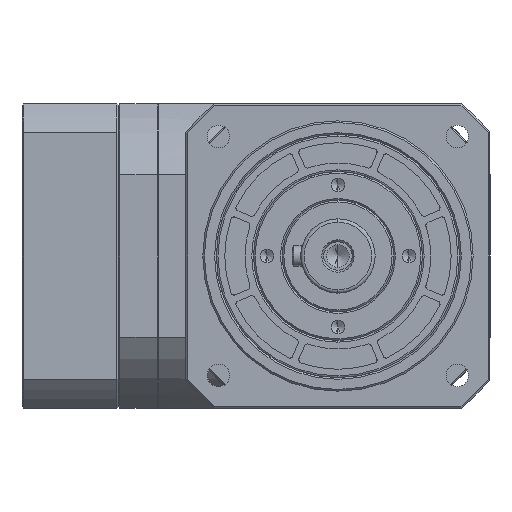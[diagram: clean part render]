
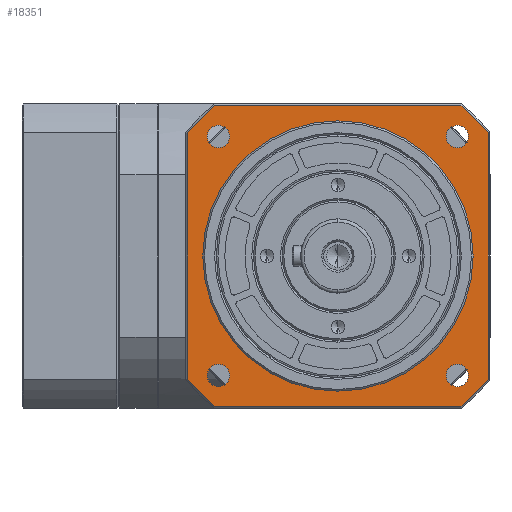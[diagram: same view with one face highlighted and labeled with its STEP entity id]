
A CAD part, left-side view. The second image highlights one B-rep face of the part: STEP entity #18351.
In plain terms, the highlighted planar face has unit normal (-1, 0, 0).
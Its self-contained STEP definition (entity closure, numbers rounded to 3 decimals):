
#16201=CARTESIAN_POINT('',(10.,0.,0.));
#16202=DIRECTION('',(-1.,0.,0.));
#16203=DIRECTION('',(0.,0.774,-0.633));
#16204=AXIS2_PLACEMENT_3D('',#16201,#16202,#16203);
#16206=CARTESIAN_POINT('',(10.,0.,0.));
#16207=DIRECTION('',(-1.,0.,0.));
#16208=DIRECTION('',(0.,0.633,0.774));
#16209=AXIS2_PLACEMENT_3D('',#16206,#16207,#16208);
#16211=CARTESIAN_POINT('',(10.,0.,0.));
#16212=DIRECTION('',(-1.,0.,0.));
#16213=DIRECTION('',(0.,-0.774,0.633));
#16214=AXIS2_PLACEMENT_3D('',#16211,#16212,#16213);
#16216=CARTESIAN_POINT('',(10.,0.,0.));
#16217=DIRECTION('',(-1.,0.,0.));
#16218=DIRECTION('',(0.,-0.633,-0.774));
#16219=AXIS2_PLACEMENT_3D('',#16216,#16217,#16218);
#16221=CARTESIAN_POINT('',(10.,35.355,35.355));
#16222=DIRECTION('',(1.,0.,0.));
#16223=DIRECTION('',(0.,0.,-1.));
#16224=AXIS2_PLACEMENT_3D('',#16221,#16222,#16223);
#16226=CARTESIAN_POINT('',(10.,35.355,35.355));
#16227=DIRECTION('',(1.,0.,0.));
#16228=DIRECTION('',(0.,0.,1.));
#16229=AXIS2_PLACEMENT_3D('',#16226,#16227,#16228);
#16231=CARTESIAN_POINT('',(10.,35.355,-35.355));
#16232=DIRECTION('',(1.,0.,0.));
#16233=DIRECTION('',(0.,0.,-1.));
#16234=AXIS2_PLACEMENT_3D('',#16231,#16232,#16233);
#16236=CARTESIAN_POINT('',(10.,35.355,-35.355));
#16237=DIRECTION('',(1.,0.,0.));
#16238=DIRECTION('',(0.,0.,1.));
#16239=AXIS2_PLACEMENT_3D('',#16236,#16237,#16238);
#16241=CARTESIAN_POINT('',(10.,-35.355,-35.355));
#16242=DIRECTION('',(1.,0.,0.));
#16243=DIRECTION('',(0.,0.,-1.));
#16244=AXIS2_PLACEMENT_3D('',#16241,#16242,#16243);
#16246=CARTESIAN_POINT('',(10.,-35.355,-35.355));
#16247=DIRECTION('',(1.,0.,0.));
#16248=DIRECTION('',(0.,0.,1.));
#16249=AXIS2_PLACEMENT_3D('',#16246,#16247,#16248);
#16251=CARTESIAN_POINT('',(10.,-35.355,35.355));
#16252=DIRECTION('',(1.,0.,0.));
#16253=DIRECTION('',(0.,0.,-1.));
#16254=AXIS2_PLACEMENT_3D('',#16251,#16252,#16253);
#16256=CARTESIAN_POINT('',(10.,-35.355,35.355));
#16257=DIRECTION('',(1.,0.,0.));
#16258=DIRECTION('',(0.,0.,1.));
#16259=AXIS2_PLACEMENT_3D('',#16256,#16257,#16258);
#16261=CARTESIAN_POINT('',(10.,0.,0.));
#16262=DIRECTION('',(1.,0.,0.));
#16263=DIRECTION('',(0.,0.,-1.));
#16264=AXIS2_PLACEMENT_3D('',#16261,#16262,#16263);
#16266=CARTESIAN_POINT('',(10.,0.,0.));
#16267=DIRECTION('',(1.,0.,0.));
#16268=DIRECTION('',(0.,0.,1.));
#16269=AXIS2_PLACEMENT_3D('',#16266,#16267,#16268);
#16271=DIRECTION('',(0.,1.,0.));
#16272=VECTOR('',#16271,72.829);
#16273=CARTESIAN_POINT('',(10.,-36.414,-44.5));
#16274=LINE('',#16273,#16272);
#16291=CARTESIAN_POINT('',(10.,36.414,-44.5));
#16298=DIRECTION('',(0.,0.,1.));
#16299=VECTOR('',#16298,72.829);
#16300=CARTESIAN_POINT('',(10.,44.5,-36.414));
#16301=LINE('',#16300,#16299);
#16306=CARTESIAN_POINT('',(10.,36.414,44.5));
#16318=CARTESIAN_POINT('',(10.,44.5,36.414));
#16329=DIRECTION('',(0.,-1.,0.));
#16330=VECTOR('',#16329,72.829);
#16331=CARTESIAN_POINT('',(10.,36.414,44.5));
#16332=LINE('',#16331,#16330);
#16338=CARTESIAN_POINT('',(10.,-36.414,44.5));
#16345=CARTESIAN_POINT('',(10.,-44.5,36.414));
#16356=DIRECTION('',(0.,0.,-1.));
#16357=VECTOR('',#16356,72.829);
#16358=CARTESIAN_POINT('',(10.,-44.5,36.414));
#16359=LINE('',#16358,#16357);
#16372=CARTESIAN_POINT('',(10.,-44.5,-36.414));
#17384=CARTESIAN_POINT('',(10.,35.355,-38.655));
#17386=VERTEX_POINT('',#17384);
#17409=CARTESIAN_POINT('',(10.,-35.355,-38.655));
#17410=CARTESIAN_POINT('',(10.,-35.355,-32.055));
#17411=VERTEX_POINT('',#17409);
#17412=VERTEX_POINT('',#17410);
#17457=CARTESIAN_POINT('',(10.,0.,40.));
#17458=CARTESIAN_POINT('',(10.,0.,-40.));
#17459=VERTEX_POINT('',#17457);
#17460=VERTEX_POINT('',#17458);
#17478=VERTEX_POINT('',#16372);
#17481=VERTEX_POINT('',#16345);
#17505=VERTEX_POINT('',#16318);
#17597=CARTESIAN_POINT('',(10.,-36.414,-44.5));
#17598=VERTEX_POINT('',#17597);
#17633=VERTEX_POINT('',#16338);
#17641=CARTESIAN_POINT('',(10.,-35.355,38.655));
#17642=CARTESIAN_POINT('',(10.,-35.355,32.055));
#17643=VERTEX_POINT('',#17641);
#17644=VERTEX_POINT('',#17642);
#17681=CARTESIAN_POINT('',(10.,35.355,-32.055));
#17682=VERTEX_POINT('',#17681);
#17689=VERTEX_POINT('',#16291);
#17702=VERTEX_POINT('',#16306);
#17719=CARTESIAN_POINT('',(10.,44.5,-36.414));
#17720=VERTEX_POINT('',#17719);
#17732=CARTESIAN_POINT('',(10.,35.355,38.655));
#17733=CARTESIAN_POINT('',(10.,35.355,32.055));
#17734=VERTEX_POINT('',#17732);
#17735=VERTEX_POINT('',#17733);
#18300=CARTESIAN_POINT('',(10.,40.,0.));
#18301=DIRECTION('',(1.,0.,0.));
#18302=DIRECTION('',(0.,0.,-1.));
#18303=AXIS2_PLACEMENT_3D('',#18300,#18301,#18302);
#18304=PLANE('',#18303);
#18306=ORIENTED_EDGE('',*,*,#18305,.T.);
#18308=ORIENTED_EDGE('',*,*,#18307,.F.);
#18310=ORIENTED_EDGE('',*,*,#18309,.T.);
#18312=ORIENTED_EDGE('',*,*,#18311,.F.);
#18314=ORIENTED_EDGE('',*,*,#18313,.T.);
#18316=ORIENTED_EDGE('',*,*,#18315,.F.);
#18318=ORIENTED_EDGE('',*,*,#18317,.T.);
#18320=ORIENTED_EDGE('',*,*,#18319,.F.);
#18321=EDGE_LOOP('',(#18306,#18308,#18310,#18312,#18314,#18316,#18318,#18320));
#18322=FACE_OUTER_BOUND('',#18321,.F.);
#18324=ORIENTED_EDGE('',*,*,#18323,.F.);
#18326=ORIENTED_EDGE('',*,*,#18325,.F.);
#18327=EDGE_LOOP('',(#18324,#18326));
#18328=FACE_BOUND('',#18327,.F.);
#18330=ORIENTED_EDGE('',*,*,#18329,.F.);
#18332=ORIENTED_EDGE('',*,*,#18331,.F.);
#18333=EDGE_LOOP('',(#18330,#18332));
#18334=FACE_BOUND('',#18333,.F.);
#18336=ORIENTED_EDGE('',*,*,#18335,.F.);
#18338=ORIENTED_EDGE('',*,*,#18337,.F.);
#18339=EDGE_LOOP('',(#18336,#18338));
#18340=FACE_BOUND('',#18339,.F.);
#18341=ORIENTED_EDGE('',*,*,#18282,.F.);
#18342=ORIENTED_EDGE('',*,*,#18292,.F.);
#18343=EDGE_LOOP('',(#18341,#18342));
#18344=FACE_BOUND('',#18343,.F.);
#18346=ORIENTED_EDGE('',*,*,#18345,.F.);
#18348=ORIENTED_EDGE('',*,*,#18347,.F.);
#18349=EDGE_LOOP('',(#18346,#18348));
#18350=FACE_BOUND('',#18349,.F.);
#18351=ADVANCED_FACE('',(#18322,#18328,#18334,#18340,#18344,#18350),#18304,.F.);
#16205=CIRCLE('',#16204,57.5);
#16210=CIRCLE('',#16209,57.5);
#16215=CIRCLE('',#16214,57.5);
#16220=CIRCLE('',#16219,57.5);
#16225=CIRCLE('',#16224,3.3);
#16230=CIRCLE('',#16229,3.3);
#16235=CIRCLE('',#16234,3.3);
#16240=CIRCLE('',#16239,3.3);
#16245=CIRCLE('',#16244,3.3);
#16250=CIRCLE('',#16249,3.3);
#16255=CIRCLE('',#16254,3.3);
#16260=CIRCLE('',#16259,3.3);
#16265=CIRCLE('',#16264,40.);
#16270=CIRCLE('',#16269,40.);
#18282=EDGE_CURVE('',#17644,#17643,#16255,.T.);
#18292=EDGE_CURVE('',#17643,#17644,#16260,.T.);
#18305=EDGE_CURVE('',#17598,#17689,#16274,.T.);
#18307=EDGE_CURVE('',#17720,#17689,#16205,.T.);
#18309=EDGE_CURVE('',#17720,#17505,#16301,.T.);
#18311=EDGE_CURVE('',#17702,#17505,#16210,.T.);
#18313=EDGE_CURVE('',#17702,#17633,#16332,.T.);
#18315=EDGE_CURVE('',#17481,#17633,#16215,.T.);
#18317=EDGE_CURVE('',#17481,#17478,#16359,.T.);
#18319=EDGE_CURVE('',#17598,#17478,#16220,.T.);
#18323=EDGE_CURVE('',#17735,#17734,#16225,.T.);
#18325=EDGE_CURVE('',#17734,#17735,#16230,.T.);
#18329=EDGE_CURVE('',#17386,#17682,#16235,.T.);
#18331=EDGE_CURVE('',#17682,#17386,#16240,.T.);
#18335=EDGE_CURVE('',#17411,#17412,#16245,.T.);
#18337=EDGE_CURVE('',#17412,#17411,#16250,.T.);
#18345=EDGE_CURVE('',#17460,#17459,#16265,.T.);
#18347=EDGE_CURVE('',#17459,#17460,#16270,.T.);
